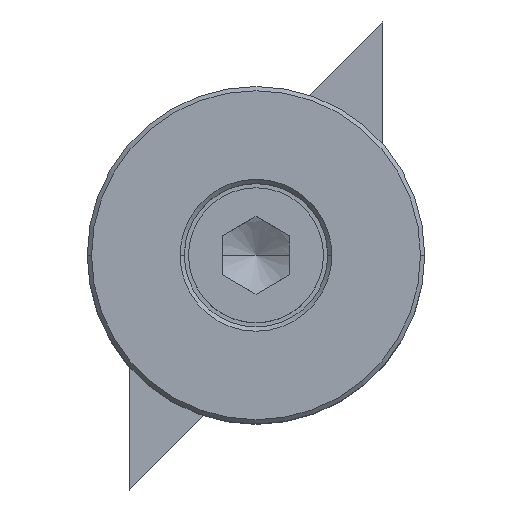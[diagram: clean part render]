
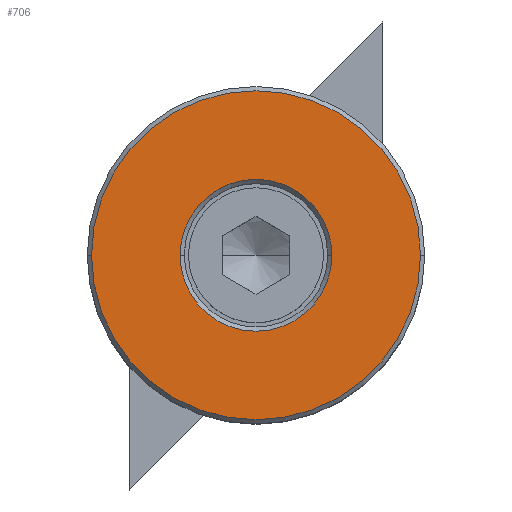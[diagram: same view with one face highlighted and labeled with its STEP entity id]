
A CAD part, top view. The second image highlights one B-rep face of the part: STEP entity #706.
In plain terms, the highlighted planar face has unit normal (0, 0, 1).
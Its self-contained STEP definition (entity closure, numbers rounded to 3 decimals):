
#406=EDGE_CURVE('',#652,#606,#915,.T.);
#460=EDGE_CURVE('',#722,#536,#972,.T.);
#536=VERTEX_POINT('',#1064);
#606=VERTEX_POINT('',#1139);
#628=EDGE_CURVE('',#606,#652,#1163,.T.);
#652=VERTEX_POINT('',#1190);
#678=EDGE_CURVE('',#536,#722,#1222,.T.);
#706=ADVANCED_FACE('',(#1255,#1256),#1257,.T.);
#722=VERTEX_POINT('',#1276);
#915=CIRCLE('',#1555,19.5);
#972=CIRCLE('',#1628,9.);
#1064=CARTESIAN_POINT('',(-9.0,0.,25.0));
#1139=CARTESIAN_POINT('',(19.5,0.,25.0));
#1163=CIRCLE('',#1930,19.5);
#1190=CARTESIAN_POINT('',(-19.5,0.,25.0));
#1222=CIRCLE('',#2008,9.);
#1255=FACE_BOUND('',#2067,.T.);
#1256=FACE_OUTER_BOUND('',#2068,.T.);
#1257=PLANE('',#2069);
#1276=CARTESIAN_POINT('',(9.,0.,25.0));
#1555=AXIS2_PLACEMENT_3D('',#2256,#2257,#2258);
#1628=AXIS2_PLACEMENT_3D('',#2310,#2311,#2312);
#1930=AXIS2_PLACEMENT_3D('',#2546,#2547,#2548);
#2008=AXIS2_PLACEMENT_3D('',#2631,#2632,#2633);
#2067=EDGE_LOOP('',(#2680,#2681));
#2068=EDGE_LOOP('',(#2682,#2683));
#2069=AXIS2_PLACEMENT_3D('',#2684,#2685,#2686);
#2256=CARTESIAN_POINT('',(0.,0.,25.0));
#2257=DIRECTION('',(0.0,-0.0,1.0));
#2258=DIRECTION('',(1.0,0.,0.0));
#2310=CARTESIAN_POINT('',(0.,0.,25.0));
#2311=DIRECTION('',(0.0,0.0,-1.0));
#2312=DIRECTION('',(1.0,0.,0.0));
#2546=CARTESIAN_POINT('',(0.,0.,25.0));
#2547=DIRECTION('',(0.0,-0.0,1.0));
#2548=DIRECTION('',(1.0,0.,0.0));
#2631=CARTESIAN_POINT('',(0.,0.,25.0));
#2632=DIRECTION('',(0.0,0.0,-1.0));
#2633=DIRECTION('',(1.0,0.,0.0));
#2680=ORIENTED_EDGE('',*,*,#460,.T.);
#2681=ORIENTED_EDGE('',*,*,#678,.T.);
#2682=ORIENTED_EDGE('',*,*,#628,.T.);
#2683=ORIENTED_EDGE('',*,*,#406,.T.);
#2684=CARTESIAN_POINT('',(9.75,0.,25.0));
#2685=DIRECTION('',(0.0,0.0,1.0));
#2686=DIRECTION('',(1.0,0.,0.0));
